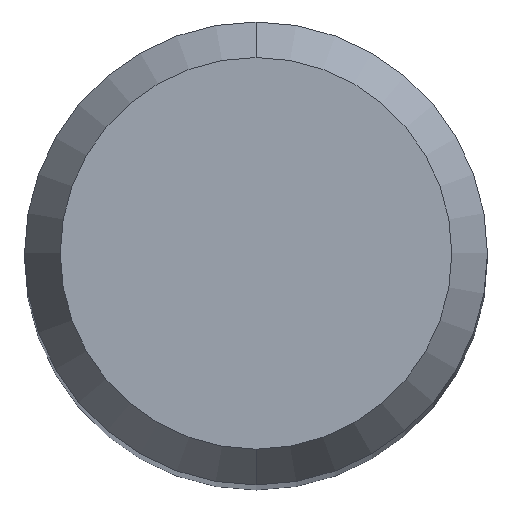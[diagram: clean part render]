
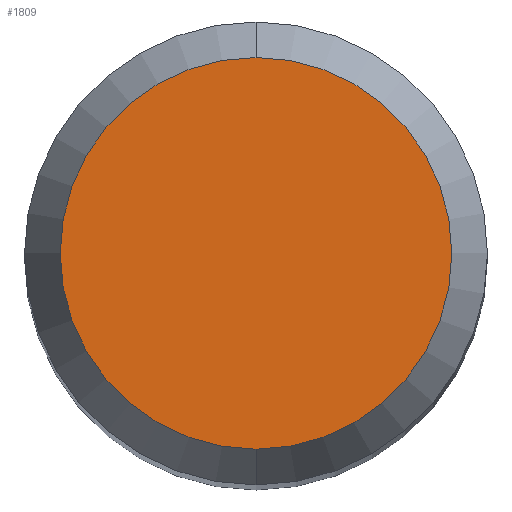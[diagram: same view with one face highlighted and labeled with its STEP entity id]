
A CAD part, top view. The second image highlights one B-rep face of the part: STEP entity #1809.
In plain terms, the highlighted planar face has unit normal (0, 0, 1).
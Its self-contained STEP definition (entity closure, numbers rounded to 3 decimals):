
#901=VERTEX_POINT('',#2367);
#955=VERTEX_POINT('',#2425);
#1093=EDGE_CURVE('',#955,#901,#2574,.T.);
#1809=ADVANCED_FACE('',(#3356),#3357,.T.);
#1913=EDGE_CURVE('',#901,#955,#3469,.T.);
#2367=CARTESIAN_POINT('',(0.,-2.538,0.0));
#2425=CARTESIAN_POINT('',(0.0,2.538,0.0));
#2574=CIRCLE('',#8422,2.538);
#3356=FACE_OUTER_BOUND('',#16266,.T.);
#3357=PLANE('',#16267);
#3469=CIRCLE('',#16894,2.538);
#8422=AXIS2_PLACEMENT_3D('',#19679,#19680,#19681);
#16266=EDGE_LOOP('',(#20408,#20409));
#16267=AXIS2_PLACEMENT_3D('',#20410,#20411,#20412);
#16894=AXIS2_PLACEMENT_3D('',#20530,#20531,#20532);
#19679=CARTESIAN_POINT('',(0.0,0.0,0.0));
#19680=DIRECTION('',(0.0,0.0,-1.0));
#19681=DIRECTION('',(0.0,1.0,0.0));
#20408=ORIENTED_EDGE('',*,*,#1093,.F.);
#20409=ORIENTED_EDGE('',*,*,#1913,.F.);
#20410=CARTESIAN_POINT('',(0.0,1.269,0.0));
#20411=DIRECTION('',(-0.0,0.0,1.0));
#20412=DIRECTION('',(0.0,-1.0,0.0));
#20530=CARTESIAN_POINT('',(0.0,0.0,0.0));
#20531=DIRECTION('',(0.0,0.0,-1.0));
#20532=DIRECTION('',(0.0,1.0,0.0));
